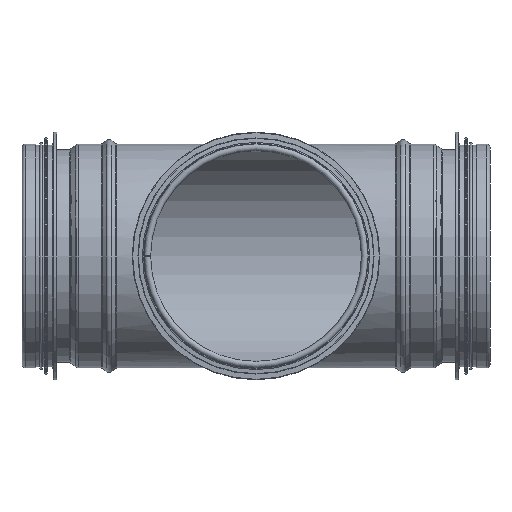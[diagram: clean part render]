
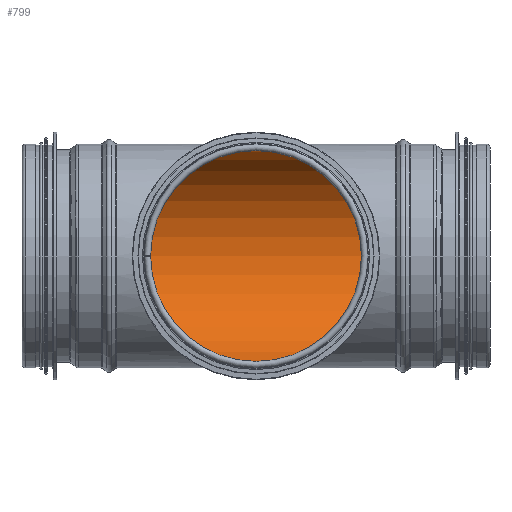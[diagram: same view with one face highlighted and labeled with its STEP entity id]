
A CAD part, left-side view. The second image highlights one B-rep face of the part: STEP entity #799.
In plain terms, the highlighted cylindrical face has radius 49.025 mm (diameter 98.05 mm), a full revolution.
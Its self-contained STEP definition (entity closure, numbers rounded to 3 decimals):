
#648=CARTESIAN_POINT('',(-6.984,103.0,-48.525));
#649=VERTEX_POINT('',#648);
#650=CARTESIAN_POINT('',(-6.984,103.0,-48.525));
#651=CARTESIAN_POINT('',(-6.984,104.059,-48.525));
#652=CARTESIAN_POINT('',(-7.212,104.959,-48.493));
#653=CARTESIAN_POINT('',(-7.829,106.622,-48.397));
#654=CARTESIAN_POINT('',(-8.223,107.382,-48.332));
#655=CARTESIAN_POINT('',(-9.533,109.596,-48.097));
#656=CARTESIAN_POINT('',(-10.564,110.97,-47.887));
#657=CARTESIAN_POINT('',(-12.804,113.764,-47.337));
#658=CARTESIAN_POINT('',(-14.006,115.158,-47.));
#659=CARTESIAN_POINT('',(-16.507,117.971,-46.181));
#660=CARTESIAN_POINT('',(-17.808,119.39,-45.699));
#661=CARTESIAN_POINT('',(-21.808,123.686,-44.003));
#662=CARTESIAN_POINT('',(-24.58,126.578,-42.542));
#663=CARTESIAN_POINT('',(-29.977,132.161,-38.928));
#664=CARTESIAN_POINT('',(-32.603,134.85,-36.774));
#665=CARTESIAN_POINT('',(-36.917,139.253,-32.372));
#666=CARTESIAN_POINT('',(-38.789,141.156,-30.134));
#667=CARTESIAN_POINT('',(-42.206,144.625,-25.126));
#668=CARTESIAN_POINT('',(-43.751,146.19,-22.355));
#669=CARTESIAN_POINT('',(-46.306,148.777,-16.42));
#670=CARTESIAN_POINT('',(-47.319,149.801,-13.248));
#671=CARTESIAN_POINT('',(-48.679,151.175,-6.707));
#672=CARTESIAN_POINT('',(-49.025,151.525,-3.338));
#673=CARTESIAN_POINT('',(-49.025,151.525,3.338));
#674=CARTESIAN_POINT('',(-48.679,151.175,6.707));
#675=CARTESIAN_POINT('',(-47.319,149.801,13.248));
#676=CARTESIAN_POINT('',(-46.306,148.777,16.42));
#677=CARTESIAN_POINT('',(-43.751,146.19,22.355));
#678=CARTESIAN_POINT('',(-42.206,144.625,25.126));
#679=CARTESIAN_POINT('',(-38.789,141.156,30.134));
#680=CARTESIAN_POINT('',(-36.917,139.253,32.372));
#681=CARTESIAN_POINT('',(-32.603,134.85,36.774));
#682=CARTESIAN_POINT('',(-29.977,132.161,38.928));
#683=CARTESIAN_POINT('',(-24.58,126.578,42.542));
#684=CARTESIAN_POINT('',(-21.808,123.686,44.003));
#685=CARTESIAN_POINT('',(-17.808,119.39,45.699));
#686=CARTESIAN_POINT('',(-16.507,117.971,46.181));
#687=CARTESIAN_POINT('',(-14.006,115.158,47.));
#688=CARTESIAN_POINT('',(-12.804,113.764,47.337));
#689=CARTESIAN_POINT('',(-10.564,110.97,47.887));
#690=CARTESIAN_POINT('',(-9.533,109.596,48.097));
#691=CARTESIAN_POINT('',(-8.223,107.382,48.332));
#692=CARTESIAN_POINT('',(-7.829,106.622,48.397));
#693=CARTESIAN_POINT('',(-7.212,104.959,48.493));
#694=CARTESIAN_POINT('',(-6.984,104.059,48.525));
#695=CARTESIAN_POINT('',(-6.984,101.941,48.525));
#696=CARTESIAN_POINT('',(-7.212,101.041,48.493));
#697=CARTESIAN_POINT('',(-7.829,99.378,48.397));
#698=CARTESIAN_POINT('',(-8.223,98.618,48.332));
#699=CARTESIAN_POINT('',(-9.533,96.404,48.097));
#700=CARTESIAN_POINT('',(-10.564,95.03,47.887));
#701=CARTESIAN_POINT('',(-12.804,92.236,47.337));
#702=CARTESIAN_POINT('',(-14.006,90.842,47.));
#703=CARTESIAN_POINT('',(-16.507,88.029,46.181));
#704=CARTESIAN_POINT('',(-17.808,86.61,45.699));
#705=CARTESIAN_POINT('',(-21.808,82.314,44.003));
#706=CARTESIAN_POINT('',(-24.58,79.422,42.542));
#707=CARTESIAN_POINT('',(-29.977,73.839,38.928));
#708=CARTESIAN_POINT('',(-32.603,71.15,36.774));
#709=CARTESIAN_POINT('',(-36.917,66.747,32.372));
#710=CARTESIAN_POINT('',(-38.789,64.844,30.134));
#711=CARTESIAN_POINT('',(-42.206,61.375,25.126));
#712=CARTESIAN_POINT('',(-43.751,59.81,22.355));
#713=CARTESIAN_POINT('',(-46.306,57.223,16.42));
#714=CARTESIAN_POINT('',(-47.319,56.199,13.248));
#715=CARTESIAN_POINT('',(-48.679,54.825,6.707));
#716=CARTESIAN_POINT('',(-49.025,54.475,3.338));
#717=CARTESIAN_POINT('',(-49.025,54.475,-3.338));
#718=CARTESIAN_POINT('',(-48.679,54.825,-6.707));
#719=CARTESIAN_POINT('',(-47.319,56.199,-13.248));
#720=CARTESIAN_POINT('',(-46.306,57.223,-16.42));
#721=CARTESIAN_POINT('',(-43.751,59.81,-22.355));
#722=CARTESIAN_POINT('',(-42.206,61.375,-25.126));
#723=CARTESIAN_POINT('',(-38.789,64.844,-30.134));
#724=CARTESIAN_POINT('',(-36.917,66.747,-32.372));
#725=CARTESIAN_POINT('',(-32.603,71.15,-36.774));
#726=CARTESIAN_POINT('',(-29.977,73.839,-38.928));
#727=CARTESIAN_POINT('',(-24.58,79.422,-42.542));
#728=CARTESIAN_POINT('',(-21.808,82.314,-44.003));
#729=CARTESIAN_POINT('',(-17.808,86.61,-45.699));
#730=CARTESIAN_POINT('',(-16.507,88.029,-46.181));
#731=CARTESIAN_POINT('',(-14.006,90.842,-47.));
#732=CARTESIAN_POINT('',(-12.804,92.236,-47.337));
#733=CARTESIAN_POINT('',(-10.564,95.03,-47.887));
#734=CARTESIAN_POINT('',(-9.533,96.404,-48.097));
#735=CARTESIAN_POINT('',(-8.223,98.618,-48.332));
#736=CARTESIAN_POINT('',(-7.829,99.378,-48.397));
#737=CARTESIAN_POINT('',(-7.212,101.041,-48.493));
#738=CARTESIAN_POINT('',(-6.984,101.941,-48.525));
#739=CARTESIAN_POINT('',(-6.984,103.0,-48.525));
#740=B_SPLINE_CURVE_WITH_KNOTS('',3,(#650,#651,#652,#653,#654,#655,#656,#657,#658,#659,#660,#661,#662,#663,#664,#665,#666,#667,#668,#669,#670,#671,#672,#673,#674,#675,#676,#677,#678,#679,#680,#681,#682,#683,#684,#685,#686,#687,#688,#689,#690,#691,#692,#693,#694,#695,#696,#697,#698,#699,#700,#701,#702,#703,#704,#705,#706,#707,#708,#709,#710,#711,#712,#713,#714,#715,#716,#717,#718,#719,#720,#721,#722,#723,#724,#725,#726,#727,#728,#729,#730,#731,#732,#733,#734,#735,#736,#737,#738,#739),.UNSPECIFIED.,.T.,.U.,(4,2,2,2,2,2,2,2,2,2,2,2,2,2,2,2,2,2,2,2,2,2,2,2,2,2,2,2,2,2,2,2,2,2,2,2,2,2,2,2,2,2,2,2,4),(0.0,0.318,0.635,1.271,1.906,2.542,3.813,5.083,6.085,7.086,8.088,9.09,10.091,11.093,12.094,13.096,14.367,15.637,16.273,16.908,17.544,17.861,18.179,18.497,18.815,19.45,20.085,20.721,21.992,23.263,24.264,25.266,26.267,27.269,28.27,29.272,30.273,31.275,32.546,33.816,34.452,35.087,35.723,36.04,36.358),.UNSPECIFIED.);
#741=EDGE_CURVE('',#649,#649,#740,.T.);
#769=CARTESIAN_POINT('',(0.0,72.25,0.0));
#770=DIRECTION('',(0.0,-1.0,0.0));
#771=DIRECTION('',(1.0,0.0,0.0));
#772=AXIS2_PLACEMENT_3D('',#769,#770,#771);
#773=CYLINDRICAL_SURFACE('',#772,49.025);
#774=CARTESIAN_POINT('',(49.025,41.5,0.0));
#775=VERTEX_POINT('',#774);
#776=CARTESIAN_POINT('',(0.0,41.5,0.0));
#777=DIRECTION('',(0.0,-1.0,0.0));
#778=DIRECTION('',(1.0,0.0,0.0));
#779=AXIS2_PLACEMENT_3D('',#776,#777,#778);
#780=CIRCLE('',#779,49.025);
#781=EDGE_CURVE('',#775,#775,#780,.T.);
#782=ORIENTED_EDGE('',*,*,#781,.T.);
#783=EDGE_LOOP('',(#782));
#784=FACE_OUTER_BOUND('',#783,.T.);
#785=ORIENTED_EDGE('',*,*,#741,.F.);
#786=EDGE_LOOP('',(#785));
#787=FACE_BOUND('',#786,.T.);
#788=CARTESIAN_POINT('',(49.025,164.5,0.0));
#789=VERTEX_POINT('',#788);
#790=CARTESIAN_POINT('',(0.0,164.5,0.0));
#791=DIRECTION('',(0.0,-1.0,0.0));
#792=DIRECTION('',(1.0,0.0,0.0));
#793=AXIS2_PLACEMENT_3D('',#790,#791,#792);
#794=CIRCLE('',#793,49.025);
#795=EDGE_CURVE('',#789,#789,#794,.T.);
#796=ORIENTED_EDGE('',*,*,#795,.F.);
#797=EDGE_LOOP('',(#796));
#798=FACE_BOUND('',#797,.T.);
#799=ADVANCED_FACE('',(#784,#787,#798),#773,.F.);
